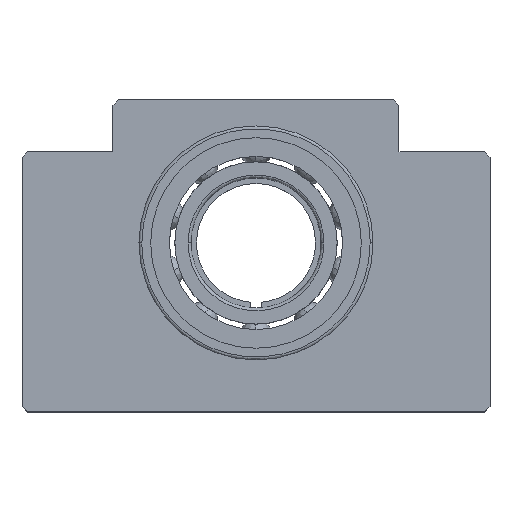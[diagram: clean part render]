
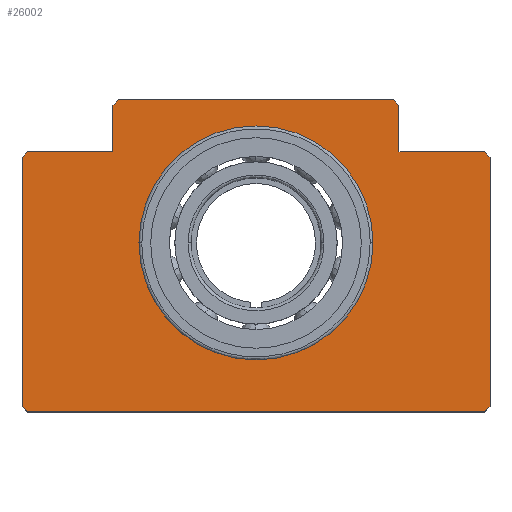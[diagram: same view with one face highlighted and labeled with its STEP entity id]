
A CAD part, top view. The second image highlights one B-rep face of the part: STEP entity #26002.
In plain terms, the highlighted planar face has unit normal (0, 0, 1).
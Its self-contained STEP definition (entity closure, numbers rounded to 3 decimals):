
#471 = ORIENTED_EDGE ( 'NONE', *, *, #27824, .F. ) ;
#585 = VECTOR ( 'NONE', #22075, 1000. ) ;
#867 = ORIENTED_EDGE ( 'NONE', *, *, #29227, .F. ) ;
#1210 = EDGE_CURVE ( 'NONE', #6992, #10548, #18008, .T. ) ;
#1364 = ORIENTED_EDGE ( 'NONE', *, *, #9429, .F. ) ;
#1692 = LINE ( 'NONE', #17842, #585 ) ;
#2121 = LINE ( 'NONE', #23855, #3962 ) ;
#2133 = VECTOR ( 'NONE', #2683, 1000. ) ;
#2323 = VERTEX_POINT ( 'NONE', #21843 ) ;
#2431 = CARTESIAN_POINT ( 'NONE',  ( -92.184, 13.266, 18.5 ) ) ;
#2683 = DIRECTION ( 'NONE',  ( 0.707, -0.707, 0. ) ) ;
#3271 = CARTESIAN_POINT ( 'NONE',  ( 40.816, 48.266, 18.5 ) ) ;
#3962 = VECTOR ( 'NONE', #7643, 1000. ) ;
#4396 = VECTOR ( 'NONE', #29931, 1000. ) ;
#4436 = CARTESIAN_POINT ( 'NONE',  ( -102.184, -51.734, 18.5 ) ) ;
#4578 = EDGE_CURVE ( 'NONE', #16002, #25984, #16997, .T. ) ;
#4677 = CARTESIAN_POINT ( 'NONE',  ( 5.816, 68.266, 18.5 ) ) ;
#4852 = ORIENTED_EDGE ( 'NONE', *, *, #29272, .F. ) ;
#4856 = CARTESIAN_POINT ( 'NONE',  ( -100.184, 68.266, 18.5 ) ) ;
#5195 = VERTEX_POINT ( 'NONE', #20468 ) ;
#5240 = DIRECTION ( 'NONE',  ( 1., 0., 0. ) ) ;
#5413 = VERTEX_POINT ( 'NONE', #23992 ) ;
#5443 = CARTESIAN_POINT ( 'NONE',  ( -47.184, 13.266, 18.5 ) ) ;
#5710 = ORIENTED_EDGE ( 'NONE', *, *, #13450, .F. ) ;
#6184 = EDGE_LOOP ( 'NONE', ( #1364, #10160, #4852, #28354, #19961, #20148, #471, #18934, #24979, #867, #5710, #13473, #7011, #11241 ) ) ;
#6253 = CARTESIAN_POINT ( 'NONE',  ( 42.816, 46.266, 18.5 ) ) ;
#6842 = DIRECTION ( 'NONE',  ( -0.707, 0.707, 0. ) ) ;
#6927 = VECTOR ( 'NONE', #6842, 1000. ) ;
#6992 = VERTEX_POINT ( 'NONE', #27335 ) ;
#7011 = ORIENTED_EDGE ( 'NONE', *, *, #1210, .F. ) ;
#7643 = DIRECTION ( 'NONE',  ( 0., -1., 0. ) ) ;
#7843 = EDGE_CURVE ( 'NONE', #5195, #6992, #28571, .T. ) ;
#7977 = VERTEX_POINT ( 'NONE', #2431 ) ;
#9096 = CARTESIAN_POINT ( 'NONE',  ( -47.184, 13.266, 18.5 ) ) ;
#9143 = DIRECTION ( 'NONE',  ( 1., 0., 0. ) ) ;
#9429 = EDGE_CURVE ( 'NONE', #14670, #5195, #18972, .T. ) ;
#9626 = CARTESIAN_POINT ( 'NONE',  ( -137.184, 46.266, 18.5 ) ) ;
#9771 = LINE ( 'NONE', #4436, #21200 ) ;
#9841 = LINE ( 'NONE', #16669, #2133 ) ;
#10160 = ORIENTED_EDGE ( 'NONE', *, *, #14108, .F. ) ;
#10276 = FACE_OUTER_BOUND ( 'NONE', #6184, .T. ) ;
#10363 = LINE ( 'NONE', #9626, #26873 ) ;
#10467 = CARTESIAN_POINT ( 'NONE',  ( -102.184, 68.266, 18.5 ) ) ;
#10548 = VERTEX_POINT ( 'NONE', #4856 ) ;
#11004 = AXIS2_PLACEMENT_3D ( 'NONE', #10467, #12931, #17556 ) ;
#11185 = CIRCLE ( 'NONE', #19631, 45. ) ;
#11241 = ORIENTED_EDGE ( 'NONE', *, *, #7843, .F. ) ;
#11266 = EDGE_CURVE ( 'NONE', #21026, #23924, #9771, .T. ) ;
#11288 = VERTEX_POINT ( 'NONE', #23112 ) ;
#12605 = AXIS2_PLACEMENT_3D ( 'NONE', #5443, #26169, #16748 ) ;
#12816 = PLANE ( 'NONE',  #11004 ) ;
#12931 = DIRECTION ( 'NONE',  ( 0., 0., -1. ) ) ;
#13145 = LINE ( 'NONE', #23325, #6927 ) ;
#13341 = ORIENTED_EDGE ( 'NONE', *, *, #28716, .F. ) ;
#13410 = ORIENTED_EDGE ( 'NONE', *, *, #24285, .F. ) ;
#13450 = EDGE_CURVE ( 'NONE', #15150, #11288, #16287, .T. ) ;
#13473 = ORIENTED_EDGE ( 'NONE', *, *, #24946, .F. ) ;
#13618 = VECTOR ( 'NONE', #29661, 1000. ) ;
#14108 = EDGE_CURVE ( 'NONE', #23945, #14670, #10363, .T. ) ;
#14180 = CARTESIAN_POINT ( 'NONE',  ( 5.816, 68.266, 18.5 ) ) ;
#14670 = VERTEX_POINT ( 'NONE', #18519 ) ;
#15150 = VERTEX_POINT ( 'NONE', #4677 ) ;
#15392 = CARTESIAN_POINT ( 'NONE',  ( -135.184, -51.734, 18.5 ) ) ;
#15629 = EDGE_LOOP ( 'NONE', ( #13410, #13341 ) ) ;
#15691 = CARTESIAN_POINT ( 'NONE',  ( -102.184, 66.266, 18.5 ) ) ;
#15697 = CARTESIAN_POINT ( 'NONE',  ( 7.816, 68.266, 18.5 ) ) ;
#16002 = VERTEX_POINT ( 'NONE', #23873 ) ;
#16287 = LINE ( 'NONE', #14180, #28022 ) ;
#16669 = CARTESIAN_POINT ( 'NONE',  ( 40.816, 48.266, 18.5 ) ) ;
#16748 = DIRECTION ( 'NONE',  ( -1., 0., 0. ) ) ;
#16997 = LINE ( 'NONE', #22835, #20308 ) ;
#17128 = CARTESIAN_POINT ( 'NONE',  ( -2.184, 13.266, 18.5 ) ) ;
#17556 = DIRECTION ( 'NONE',  ( -1., 0., 0. ) ) ;
#17840 = DIRECTION ( 'NONE',  ( 0., 1., 0. ) ) ;
#17842 = CARTESIAN_POINT ( 'NONE',  ( -137.184, 68.266, 18.5 ) ) ;
#18008 = LINE ( 'NONE', #15691, #4396 ) ;
#18070 = EDGE_CURVE ( 'NONE', #2323, #21026, #29611, .T. ) ;
#18519 = CARTESIAN_POINT ( 'NONE',  ( -135.184, 48.266, 18.5 ) ) ;
#18924 = DIRECTION ( 'NONE',  ( 0.707, -0.707, 0. ) ) ;
#18934 = ORIENTED_EDGE ( 'NONE', *, *, #22011, .F. ) ;
#18972 = LINE ( 'NONE', #23294, #30309 ) ;
#19631 = AXIS2_PLACEMENT_3D ( 'NONE', #9096, #30118, #28062 ) ;
#19961 = ORIENTED_EDGE ( 'NONE', *, *, #11266, .F. ) ;
#20085 = CIRCLE ( 'NONE', #12605, 45. ) ;
#20148 = ORIENTED_EDGE ( 'NONE', *, *, #18070, .F. ) ;
#20241 = CARTESIAN_POINT ( 'NONE',  ( -137.184, 46.266, 18.5 ) ) ;
#20308 = VECTOR ( 'NONE', #20401, 1000. ) ;
#20401 = DIRECTION ( 'NONE',  ( 1., 0., 0. ) ) ;
#20468 = CARTESIAN_POINT ( 'NONE',  ( -102.184, 48.266, 18.5 ) ) ;
#21026 = VERTEX_POINT ( 'NONE', #29514 ) ;
#21200 = VECTOR ( 'NONE', #25485, 1000. ) ;
#21843 = CARTESIAN_POINT ( 'NONE',  ( 42.816, -49.734, 18.5 ) ) ;
#21884 = EDGE_CURVE ( 'NONE', #23924, #5413, #13145, .T. ) ;
#21895 = CARTESIAN_POINT ( 'NONE',  ( 42.816, -49.734, 18.5 ) ) ;
#22011 = EDGE_CURVE ( 'NONE', #25984, #24095, #9841, .T. ) ;
#22075 = DIRECTION ( 'NONE',  ( 0., 1., 0. ) ) ;
#22835 = CARTESIAN_POINT ( 'NONE',  ( 7.816, 48.266, 18.5 ) ) ;
#23112 = CARTESIAN_POINT ( 'NONE',  ( 7.816, 66.266, 18.5 ) ) ;
#23294 = CARTESIAN_POINT ( 'NONE',  ( -135.184, 48.266, 18.5 ) ) ;
#23325 = CARTESIAN_POINT ( 'NONE',  ( -135.184, -51.734, 18.5 ) ) ;
#23855 = CARTESIAN_POINT ( 'NONE',  ( 42.816, 68.266, 18.5 ) ) ;
#23873 = CARTESIAN_POINT ( 'NONE',  ( 7.816, 48.266, 18.5 ) ) ;
#23924 = VERTEX_POINT ( 'NONE', #15392 ) ;
#23945 = VERTEX_POINT ( 'NONE', #20241 ) ;
#23992 = CARTESIAN_POINT ( 'NONE',  ( -137.184, -49.734, 18.5 ) ) ;
#24095 = VERTEX_POINT ( 'NONE', #6253 ) ;
#24285 = EDGE_CURVE ( 'NONE', #7977, #29648, #11185, .T. ) ;
#24447 = LINE ( 'NONE', #15697, #28851 ) ;
#24741 = LINE ( 'NONE', #26266, #30206 ) ;
#24946 = EDGE_CURVE ( 'NONE', #10548, #15150, #24741, .T. ) ;
#24979 = ORIENTED_EDGE ( 'NONE', *, *, #4578, .F. ) ;
#25011 = CARTESIAN_POINT ( 'NONE',  ( -102.184, 68.266, 18.5 ) ) ;
#25485 = DIRECTION ( 'NONE',  ( -1., 0., 0. ) ) ;
#25984 = VERTEX_POINT ( 'NONE', #3271 ) ;
#26002 = ADVANCED_FACE ( 'NONE', ( #28627, #10276 ), #12816, .F. ) ;
#26169 = DIRECTION ( 'NONE',  ( 0., 0., 1. ) ) ;
#26266 = CARTESIAN_POINT ( 'NONE',  ( -102.184, 68.266, 18.5 ) ) ;
#26873 = VECTOR ( 'NONE', #29724, 1000. ) ;
#27121 = VECTOR ( 'NONE', #17840, 1000. ) ;
#27335 = CARTESIAN_POINT ( 'NONE',  ( -102.184, 66.266, 18.5 ) ) ;
#27824 = EDGE_CURVE ( 'NONE', #24095, #2323, #2121, .T. ) ;
#28022 = VECTOR ( 'NONE', #18924, 1000. ) ;
#28062 = DIRECTION ( 'NONE',  ( -1., 0., 0. ) ) ;
#28354 = ORIENTED_EDGE ( 'NONE', *, *, #21884, .F. ) ;
#28571 = LINE ( 'NONE', #25011, #27121 ) ;
#28627 = FACE_BOUND ( 'NONE', #15629, .T. ) ;
#28716 = EDGE_CURVE ( 'NONE', #29648, #7977, #20085, .T. ) ;
#28851 = VECTOR ( 'NONE', #29544, 1000. ) ;
#29227 = EDGE_CURVE ( 'NONE', #11288, #16002, #24447, .T. ) ;
#29272 = EDGE_CURVE ( 'NONE', #5413, #23945, #1692, .T. ) ;
#29514 = CARTESIAN_POINT ( 'NONE',  ( 40.816, -51.734, 18.5 ) ) ;
#29544 = DIRECTION ( 'NONE',  ( 0., -1., 0. ) ) ;
#29611 = LINE ( 'NONE', #21895, #13618 ) ;
#29648 = VERTEX_POINT ( 'NONE', #17128 ) ;
#29661 = DIRECTION ( 'NONE',  ( -0.707, -0.707, 0. ) ) ;
#29724 = DIRECTION ( 'NONE',  ( 0.707, 0.707, 0. ) ) ;
#29931 = DIRECTION ( 'NONE',  ( 0.707, 0.707, 0. ) ) ;
#30118 = DIRECTION ( 'NONE',  ( 0., 0., 1. ) ) ;
#30206 = VECTOR ( 'NONE', #5240, 1000. ) ;
#30309 = VECTOR ( 'NONE', #9143, 1000. ) ;
